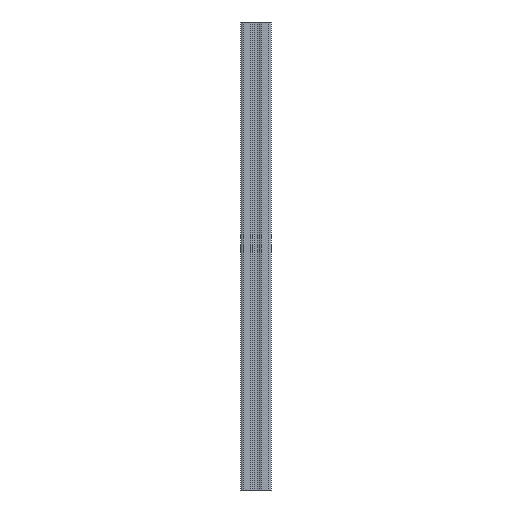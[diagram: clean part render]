
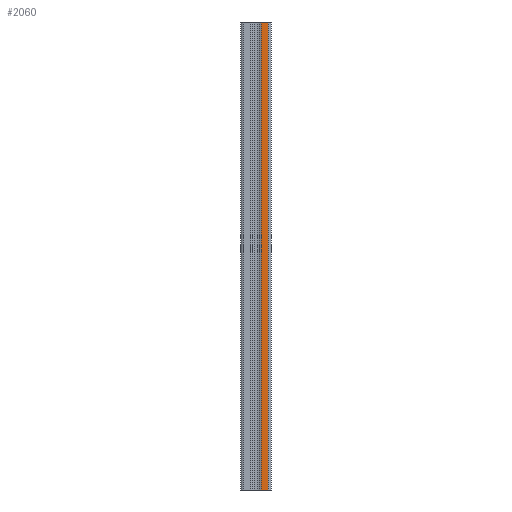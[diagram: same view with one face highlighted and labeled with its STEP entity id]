
A CAD part, front view. The second image highlights one B-rep face of the part: STEP entity #2060.
In plain terms, the highlighted planar face has unit normal (0, -1, 0).
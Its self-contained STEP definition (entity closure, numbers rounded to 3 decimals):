
#40 = VERTEX_POINT ( 'NONE', #1699 ) ;
#42 = CARTESIAN_POINT ( 'NONE',  ( 3.287, -10., 152.4 ) ) ;
#68 = ORIENTED_EDGE ( 'NONE', *, *, #1338, .T. ) ;
#310 = DIRECTION ( 'NONE',  ( 0., 1., 0. ) ) ;
#334 = EDGE_CURVE ( 'NONE', #40, #2035, #2073, .T. ) ;
#395 = DIRECTION ( 'NONE',  ( 1., 0., 0. ) ) ;
#425 = FACE_OUTER_BOUND ( 'NONE', #1638, .T. ) ;
#464 = DIRECTION ( 'NONE',  ( 0., 0., -1. ) ) ;
#530 = ORIENTED_EDGE ( 'NONE', *, *, #1467, .F. ) ;
#703 = CARTESIAN_POINT ( 'NONE',  ( 0., -10., 152.4 ) ) ;
#910 = VECTOR ( 'NONE', #1327, 1000. ) ;
#923 = PLANE ( 'NONE',  #1291 ) ;
#1049 = CARTESIAN_POINT ( 'NONE',  ( 0., -10., -152.4 ) ) ;
#1082 = CARTESIAN_POINT ( 'NONE',  ( 8., -10., 152.4 ) ) ;
#1120 = ORIENTED_EDGE ( 'NONE', *, *, #2630, .F. ) ;
#1285 = CARTESIAN_POINT ( 'NONE',  ( 8., -10., -152.4 ) ) ;
#1291 = AXIS2_PLACEMENT_3D ( 'NONE', #703, #310, #1945 ) ;
#1327 = DIRECTION ( 'NONE',  ( 1., 0., 0. ) ) ;
#1338 = EDGE_CURVE ( 'NONE', #2620, #40, #2629, .T. ) ;
#1438 = CARTESIAN_POINT ( 'NONE',  ( 8., -10., 152.4 ) ) ;
#1467 = EDGE_CURVE ( 'NONE', #1860, #2035, #1497, .T. ) ;
#1490 = LINE ( 'NONE', #2342, #910 ) ;
#1497 = LINE ( 'NONE', #1082, #1902 ) ;
#1638 = EDGE_LOOP ( 'NONE', ( #68, #2540, #530, #1120 ) ) ;
#1699 = CARTESIAN_POINT ( 'NONE',  ( 3.287, -10., -152.4 ) ) ;
#1860 = VERTEX_POINT ( 'NONE', #1438 ) ;
#1862 = DIRECTION ( 'NONE',  ( 0., 0., -1. ) ) ;
#1902 = VECTOR ( 'NONE', #464, 1000. ) ;
#1945 = DIRECTION ( 'NONE',  ( -1., 0., 0. ) ) ;
#1979 = VECTOR ( 'NONE', #395, 1000. ) ;
#2035 = VERTEX_POINT ( 'NONE', #1285 ) ;
#2060 = ADVANCED_FACE ( 'NONE', ( #425 ), #923, .F. ) ;
#2073 = LINE ( 'NONE', #1049, #1979 ) ;
#2075 = CARTESIAN_POINT ( 'NONE',  ( 3.287, -10., 152.4 ) ) ;
#2228 = VECTOR ( 'NONE', #1862, 1000. ) ;
#2342 = CARTESIAN_POINT ( 'NONE',  ( 0., -10., 152.4 ) ) ;
#2540 = ORIENTED_EDGE ( 'NONE', *, *, #334, .T. ) ;
#2620 = VERTEX_POINT ( 'NONE', #42 ) ;
#2629 = LINE ( 'NONE', #2075, #2228 ) ;
#2630 = EDGE_CURVE ( 'NONE', #2620, #1860, #1490, .T. ) ;
